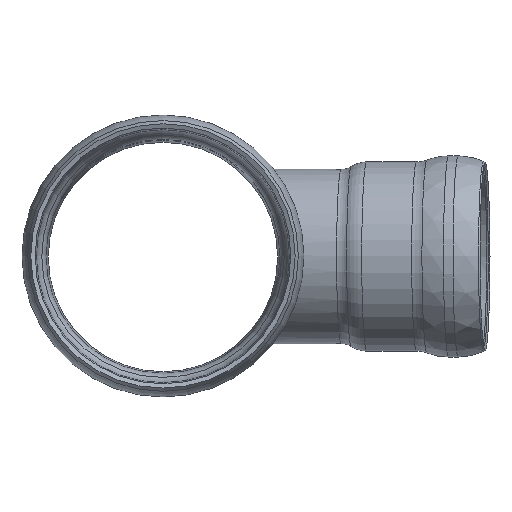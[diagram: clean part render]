
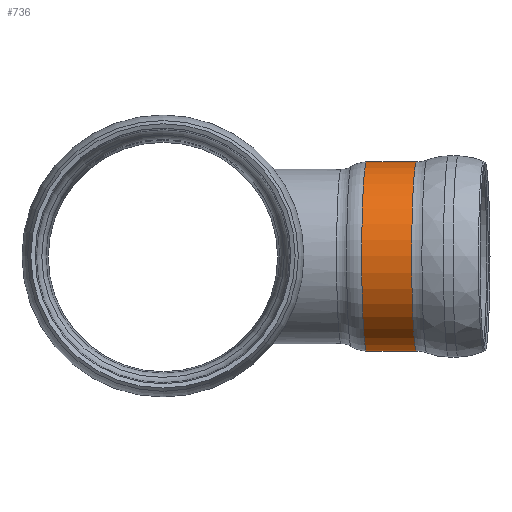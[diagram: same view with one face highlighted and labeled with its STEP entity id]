
A CAD part, top view. The second image highlights one B-rep face of the part: STEP entity #736.
In plain terms, the highlighted cylindrical face has radius 396 mm (diameter 792 mm), a full revolution.
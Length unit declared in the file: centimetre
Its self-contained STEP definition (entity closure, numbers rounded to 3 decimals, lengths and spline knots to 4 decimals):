
#103=CIRCLE('',#903,39.6);
#105=CIRCLE('',#905,39.6);
#106=CIRCLE('',#907,39.6);
#107=CIRCLE('',#908,39.6);
#179=FACE_OUTER_BOUND('',#225,.T.);
#225=EDGE_LOOP('',(#622,#623,#624,#625,#626,#627));
#305=VERTEX_POINT('',#1853);
#306=VERTEX_POINT('',#1854);
#307=VERTEX_POINT('',#1859);
#308=VERTEX_POINT('',#1861);
#413=EDGE_CURVE('',#305,#306,#103,.T.);
#415=EDGE_CURVE('',#306,#305,#105,.T.);
#416=EDGE_CURVE('',#305,#307,#777,.T.);
#417=EDGE_CURVE('',#307,#308,#106,.T.);
#418=EDGE_CURVE('',#308,#307,#107,.T.);
#622=ORIENTED_EDGE('',*,*,#413,.F.);
#623=ORIENTED_EDGE('',*,*,#416,.T.);
#624=ORIENTED_EDGE('',*,*,#417,.T.);
#625=ORIENTED_EDGE('',*,*,#418,.T.);
#626=ORIENTED_EDGE('',*,*,#416,.F.);
#627=ORIENTED_EDGE('',*,*,#415,.F.);
#700=CYLINDRICAL_SURFACE('',#906,39.6);
#736=ADVANCED_FACE('',(#179),#700,.T.);
#777=LINE('',#1860,#802);
#802=VECTOR('',#1160,39.6);
#903=AXIS2_PLACEMENT_3D('',#1855,#1152,#1153);
#905=AXIS2_PLACEMENT_3D('',#1857,#1156,#1157);
#906=AXIS2_PLACEMENT_3D('',#1858,#1158,#1159);
#907=AXIS2_PLACEMENT_3D('',#1862,#1161,#1162);
#908=AXIS2_PLACEMENT_3D('',#1863,#1163,#1164);
#1152=DIRECTION('center_axis',(0.999,0.,0.052));
#1153=DIRECTION('ref_axis',(0.052,0.,-0.999));
#1156=DIRECTION('center_axis',(0.999,0.,0.052));
#1157=DIRECTION('ref_axis',(0.052,0.,-0.999));
#1158=DIRECTION('center_axis',(0.999,0.,0.052));
#1159=DIRECTION('ref_axis',(0.052,0.,-0.999));
#1160=DIRECTION('',(-0.999,0.,-0.052));
#1161=DIRECTION('center_axis',(0.999,0.,0.052));
#1162=DIRECTION('ref_axis',(0.052,0.,-0.999));
#1163=DIRECTION('center_axis',(0.999,0.,0.052));
#1164=DIRECTION('ref_axis',(0.052,0.,-0.999));
#1853=CARTESIAN_POINT('',(104.1118,0.,170.1106));
#1854=CARTESIAN_POINT('',(106.1843,39.6,130.5649));
#1855=CARTESIAN_POINT('Origin',(106.1843,0.,
130.5649));
#1857=CARTESIAN_POINT('Origin',(106.1843,0.,
130.5649));
#1858=CARTESIAN_POINT('Origin',(95.728,0.,
130.0169));
#1859=CARTESIAN_POINT('',(83.1992,0.,169.0146));
#1860=CARTESIAN_POINT('',(93.6555,0.,169.5626));
#1861=CARTESIAN_POINT('',(85.2717,39.6,129.4689));
#1862=CARTESIAN_POINT('Origin',(85.2717,0.,
129.4689));
#1863=CARTESIAN_POINT('Origin',(85.2717,0.,
129.4689));
